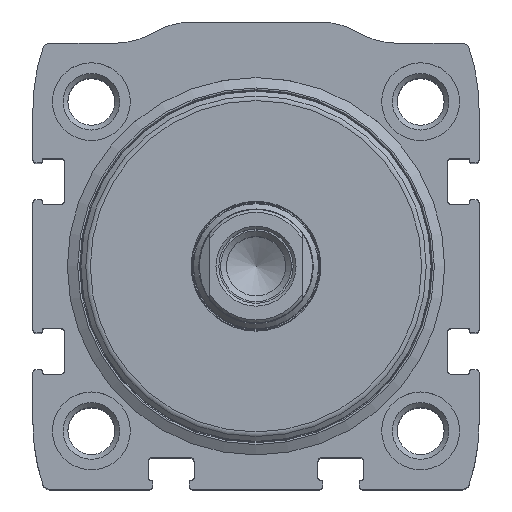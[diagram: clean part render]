
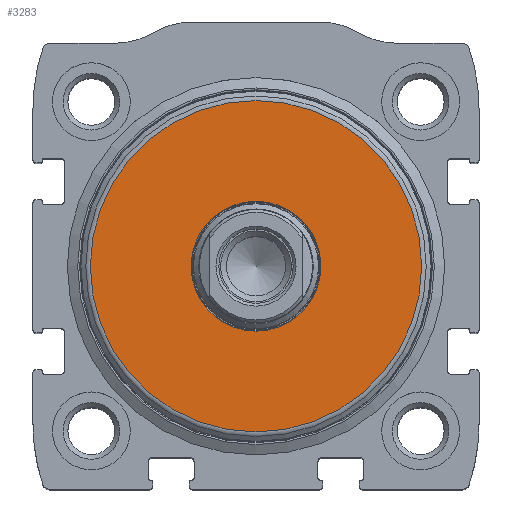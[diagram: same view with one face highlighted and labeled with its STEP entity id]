
A CAD part, top view. The second image highlights one B-rep face of the part: STEP entity #3283.
In plain terms, the highlighted planar face has unit normal (0, 0, 1).
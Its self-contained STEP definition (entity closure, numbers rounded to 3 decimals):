
#240=CIRCLE('',#3689,23.404);
#241=CIRCLE('',#3691,9.165);
#1159=ORIENTED_EDGE('',*,*,#1637,.T.);
#1160=ORIENTED_EDGE('',*,*,#1636,.F.);
#1636=EDGE_CURVE('',#1962,#1962,#240,.T.);
#1637=EDGE_CURVE('',#1963,#1963,#241,.T.);
#1962=VERTEX_POINT('',#5657);
#1963=VERTEX_POINT('',#5660);
#2692=EDGE_LOOP('',(#1159));
#2693=EDGE_LOOP('',(#1160));
#2976=FACE_BOUND('',#2692,.T.);
#2977=FACE_BOUND('',#2693,.T.);
#3098=PLANE('',#3690);
#3283=ADVANCED_FACE('',(#2976,#2977),#3098,.T.);
#3689=AXIS2_PLACEMENT_3D('',#5656,#4673,#4674);
#3690=AXIS2_PLACEMENT_3D('',#5658,#4675,#4676);
#3691=AXIS2_PLACEMENT_3D('',#5659,#4677,#4678);
#4673=DIRECTION('',(0.,0.,-1.));
#4674=DIRECTION('',(-1.,0.,0.));
#4675=DIRECTION('',(0.,0.,1.));
#4676=DIRECTION('',(1.,0.,0.));
#4677=DIRECTION('',(0.,0.,-1.));
#4678=DIRECTION('',(-1.,0.,0.));
#5656=CARTESIAN_POINT('',(0.,0.,59.8));
#5657=CARTESIAN_POINT('',(-23.404,0.,59.8));
#5658=CARTESIAN_POINT('',(0.,23.404,59.8));
#5659=CARTESIAN_POINT('',(0.,0.,59.8));
#5660=CARTESIAN_POINT('',(-9.165,0.,59.8));
